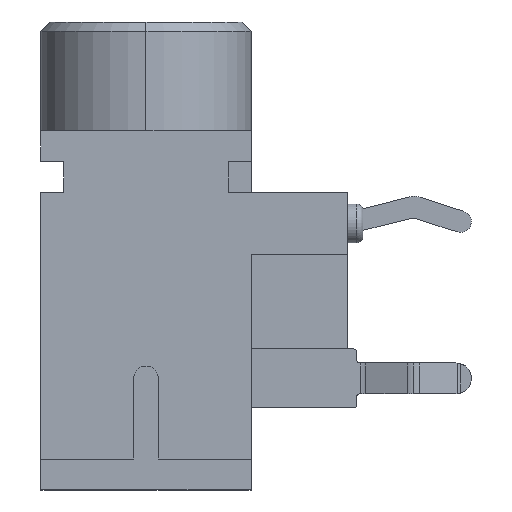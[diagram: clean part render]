
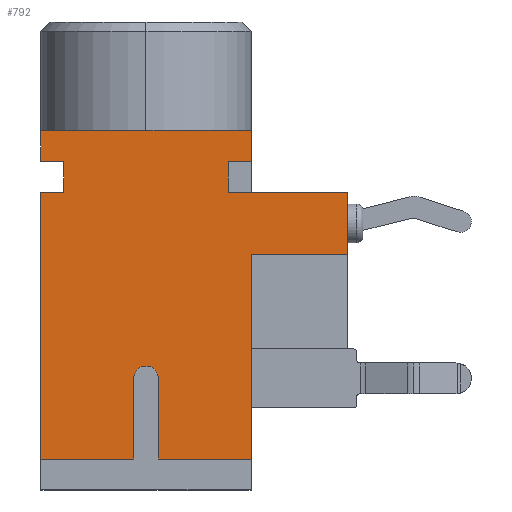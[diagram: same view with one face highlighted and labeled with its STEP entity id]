
A CAD part, left-side view. The second image highlights one B-rep face of the part: STEP entity #792.
In plain terms, the highlighted planar face has unit normal (-1, 0, 0).
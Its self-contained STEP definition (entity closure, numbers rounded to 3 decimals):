
#361 = EDGE_CURVE ( 'NONE', #367, #420, #2942, .T. ) ;
#367 = VERTEX_POINT ( 'NONE', #2929 ) ;
#420 = VERTEX_POINT ( 'NONE', #3054 ) ;
#468 = VERTEX_POINT ( 'NONE', #3182 ) ;
#469 = EDGE_CURVE ( 'NONE', #468, #473, #3181, .T. ) ;
#473 = VERTEX_POINT ( 'NONE', #3211 ) ;
#564 = VERTEX_POINT ( 'NONE', #3312 ) ;
#591 = EDGE_CURVE ( 'NONE', #592, #564, #3393, .T. ) ;
#592 = VERTEX_POINT ( 'NONE', #3389 ) ;
#788 = ORIENTED_EDGE ( 'NONE', *, *, #789, .T. ) ;
#789 = EDGE_CURVE ( 'NONE', #367, #790, #3927, .T. ) ;
#790 = VERTEX_POINT ( 'NONE', #3923 ) ;
#791 = ORIENTED_EDGE ( 'NONE', *, *, #852, .T. ) ;
#792 = ADVANCED_FACE ( 'NONE', ( #3922 ), #3970, .T. ) ;
#793 = EDGE_LOOP ( 'NONE', ( #794, #798, #801, #804, #866, #869, #871, #872, #874, #788, #791, #854, #856, #857, #860, #863, #837, #840 ) ) ;
#794 = ORIENTED_EDGE ( 'NONE', *, *, #795, .F. ) ;
#795 = EDGE_CURVE ( 'NONE', #796, #797, #3965, .T. ) ;
#796 = VERTEX_POINT ( 'NONE', #3961 ) ;
#797 = VERTEX_POINT ( 'NONE', #3960 ) ;
#798 = ORIENTED_EDGE ( 'NONE', *, *, #799, .T. ) ;
#799 = EDGE_CURVE ( 'NONE', #796, #800, #3959, .T. ) ;
#800 = VERTEX_POINT ( 'NONE', #3955 ) ;
#801 = ORIENTED_EDGE ( 'NONE', *, *, #802, .T. ) ;
#802 = EDGE_CURVE ( 'NONE', #800, #803, #3954, .T. ) ;
#803 = VERTEX_POINT ( 'NONE', #3950 ) ;
#804 = ORIENTED_EDGE ( 'NONE', *, *, #805, .T. ) ;
#805 = EDGE_CURVE ( 'NONE', #803, #806, #3949, .T. ) ;
#806 = VERTEX_POINT ( 'NONE', #3944 ) ;
#837 = ORIENTED_EDGE ( 'NONE', *, *, #838, .T. ) ;
#838 = EDGE_CURVE ( 'NONE', #865, #839, #4043, .T. ) ;
#839 = VERTEX_POINT ( 'NONE', #4039 ) ;
#840 = ORIENTED_EDGE ( 'NONE', *, *, #841, .T. ) ;
#841 = EDGE_CURVE ( 'NONE', #839, #797, #4037, .T. ) ;
#852 = EDGE_CURVE ( 'NONE', #790, #853, #4061, .T. ) ;
#853 = VERTEX_POINT ( 'NONE', #4057 ) ;
#854 = ORIENTED_EDGE ( 'NONE', *, *, #855, .T. ) ;
#855 = EDGE_CURVE ( 'NONE', #853, #468, #4110, .T. ) ;
#856 = ORIENTED_EDGE ( 'NONE', *, *, #469, .T. ) ;
#857 = ORIENTED_EDGE ( 'NONE', *, *, #858, .F. ) ;
#858 = EDGE_CURVE ( 'NONE', #859, #473, #4106, .T. ) ;
#859 = VERTEX_POINT ( 'NONE', #4102 ) ;
#860 = ORIENTED_EDGE ( 'NONE', *, *, #861, .F. ) ;
#861 = EDGE_CURVE ( 'NONE', #862, #859, #4101, .T. ) ;
#862 = VERTEX_POINT ( 'NONE', #4097 ) ;
#863 = ORIENTED_EDGE ( 'NONE', *, *, #864, .T. ) ;
#864 = EDGE_CURVE ( 'NONE', #862, #865, #4096, .T. ) ;
#865 = VERTEX_POINT ( 'NONE', #4092 ) ;
#866 = ORIENTED_EDGE ( 'NONE', *, *, #867, .T. ) ;
#867 = EDGE_CURVE ( 'NONE', #806, #868, #4091, .T. ) ;
#868 = VERTEX_POINT ( 'NONE', #4087 ) ;
#869 = ORIENTED_EDGE ( 'NONE', *, *, #870, .T. ) ;
#870 = EDGE_CURVE ( 'NONE', #868, #592, #4086, .T. ) ;
#871 = ORIENTED_EDGE ( 'NONE', *, *, #591, .T. ) ;
#872 = ORIENTED_EDGE ( 'NONE', *, *, #873, .F. ) ;
#873 = EDGE_CURVE ( 'NONE', #420, #564, #4082, .T. ) ;
#874 = ORIENTED_EDGE ( 'NONE', *, *, #361, .F. ) ;
#2929 = CARTESIAN_POINT ( 'NONE',  ( -6., -3.1, -2. ) ) ;
#2939 = DIRECTION ( 'NONE',  ( 0., 0., -1. ) ) ;
#2940 = VECTOR ( 'NONE', #2939, 1000. ) ;
#2941 = CARTESIAN_POINT ( 'NONE',  ( -6., -3.1, -2. ) ) ;
#2942 = LINE ( 'NONE', #2941, #2940 ) ;
#3054 = CARTESIAN_POINT ( 'NONE',  ( -6., -3.1, -4. ) ) ;
#3178 = DIRECTION ( 'NONE',  ( 0., 0., 1. ) ) ;
#3179 = VECTOR ( 'NONE', #3178, 1000. ) ;
#3180 = CARTESIAN_POINT ( 'NONE',  ( -6., 0., -11.6 ) ) ;
#3181 = LINE ( 'NONE', #3180, #3179 ) ;
#3182 = CARTESIAN_POINT ( 'NONE',  ( -6., 0., -1. ) ) ;
#3211 = CARTESIAN_POINT ( 'NONE',  ( -6., 0., 0. ) ) ;
#3312 = CARTESIAN_POINT ( 'NONE',  ( -6., 0., -4. ) ) ;
#3389 = CARTESIAN_POINT ( 'NONE',  ( -6., 0., -10.6 ) ) ;
#3390 = DIRECTION ( 'NONE',  ( 0., 0., 1. ) ) ;
#3391 = VECTOR ( 'NONE', #3390, 1000. ) ;
#3392 = CARTESIAN_POINT ( 'NONE',  ( -6., 0., -11.6 ) ) ;
#3393 = LINE ( 'NONE', #3392, #3391 ) ;
#3922 = FACE_OUTER_BOUND ( 'NONE', #793, .T. ) ;
#3923 = CARTESIAN_POINT ( 'NONE',  ( -6., 0.75, -2. ) ) ;
#3924 = DIRECTION ( 'NONE',  ( 0., 1., 0. ) ) ;
#3925 = VECTOR ( 'NONE', #3924, 1000. ) ;
#3926 = CARTESIAN_POINT ( 'NONE',  ( -6., 0., -2. ) ) ;
#3927 = LINE ( 'NONE', #3926, #3925 ) ;
#3944 = CARTESIAN_POINT ( 'NONE',  ( -6., 3., -8. ) ) ;
#3945 = DIRECTION ( 'NONE',  ( 0., 1., 0. ) ) ;
#3946 = DIRECTION ( 'NONE',  ( 1., 0., 0. ) ) ;
#3947 = CARTESIAN_POINT ( 'NONE',  ( -6., 3.4, -8. ) ) ;
#3948 = AXIS2_PLACEMENT_3D ( 'NONE', #3947, #3946, #3945 ) ;
#3949 = CIRCLE ( 'NONE', #3948, 0.4 ) ;
#3950 = CARTESIAN_POINT ( 'NONE',  ( -6., 3.8, -8. ) ) ;
#3951 = DIRECTION ( 'NONE',  ( 0., 0., 1. ) ) ;
#3952 = VECTOR ( 'NONE', #3951, 1000. ) ;
#3953 = CARTESIAN_POINT ( 'NONE',  ( -6., 3.8, -10.6 ) ) ;
#3954 = LINE ( 'NONE', #3953, #3952 ) ;
#3955 = CARTESIAN_POINT ( 'NONE',  ( -6., 3.8, -10.6 ) ) ;
#3956 = DIRECTION ( 'NONE',  ( 0., -1., 0. ) ) ;
#3957 = VECTOR ( 'NONE', #3956, 1000. ) ;
#3958 = CARTESIAN_POINT ( 'NONE',  ( -6., 6.8, -10.6 ) ) ;
#3959 = LINE ( 'NONE', #3958, #3957 ) ;
#3960 = CARTESIAN_POINT ( 'NONE',  ( -6., 6.8, -2. ) ) ;
#3961 = CARTESIAN_POINT ( 'NONE',  ( -6., 6.8, -10.6 ) ) ;
#3962 = DIRECTION ( 'NONE',  ( 0., 0., 1. ) ) ;
#3963 = VECTOR ( 'NONE', #3962, 1000. ) ;
#3964 = CARTESIAN_POINT ( 'NONE',  ( -6., 6.8, -11.6 ) ) ;
#3965 = LINE ( 'NONE', #3964, #3963 ) ;
#3966 = DIRECTION ( 'NONE',  ( 0., -1., 0. ) ) ;
#3967 = DIRECTION ( 'NONE',  ( -1., 0., 0. ) ) ;
#3968 = CARTESIAN_POINT ( 'NONE',  ( -6., 6.8, -11.6 ) ) ;
#3969 = AXIS2_PLACEMENT_3D ( 'NONE', #3968, #3967, #3966 ) ;
#3970 = PLANE ( 'NONE',  #3969 ) ;
#4034 = DIRECTION ( 'NONE',  ( 0., 1., 0. ) ) ;
#4035 = VECTOR ( 'NONE', #4034, 1000. ) ;
#4036 = CARTESIAN_POINT ( 'NONE',  ( -6., 6.8, -2. ) ) ;
#4037 = LINE ( 'NONE', #4036, #4035 ) ;
#4039 = CARTESIAN_POINT ( 'NONE',  ( -6., 6.05, -2. ) ) ;
#4040 = DIRECTION ( 'NONE',  ( 0., 0., -1. ) ) ;
#4041 = VECTOR ( 'NONE', #4040, 1000. ) ;
#4042 = CARTESIAN_POINT ( 'NONE',  ( -6., 6.05, -1. ) ) ;
#4043 = LINE ( 'NONE', #4042, #4041 ) ;
#4057 = CARTESIAN_POINT ( 'NONE',  ( -6., 0.75, -1. ) ) ;
#4058 = DIRECTION ( 'NONE',  ( 0., 0., 1. ) ) ;
#4059 = VECTOR ( 'NONE', #4058, 1000. ) ;
#4060 = CARTESIAN_POINT ( 'NONE',  ( -6., 0.75, -1. ) ) ;
#4061 = LINE ( 'NONE', #4060, #4059 ) ;
#4082 = LINE ( 'NONE', #4145, #4144 ) ;
#4083 = DIRECTION ( 'NONE',  ( 0., -1., 0. ) ) ;
#4084 = VECTOR ( 'NONE', #4083, 1000. ) ;
#4085 = CARTESIAN_POINT ( 'NONE',  ( -6., 3., -10.6 ) ) ;
#4086 = LINE ( 'NONE', #4085, #4084 ) ;
#4087 = CARTESIAN_POINT ( 'NONE',  ( -6., 3., -10.6 ) ) ;
#4088 = DIRECTION ( 'NONE',  ( 0., 0., -1. ) ) ;
#4089 = VECTOR ( 'NONE', #4088, 1000. ) ;
#4090 = CARTESIAN_POINT ( 'NONE',  ( -6., 3., -8. ) ) ;
#4091 = LINE ( 'NONE', #4090, #4089 ) ;
#4092 = CARTESIAN_POINT ( 'NONE',  ( -6., 6.05, -1. ) ) ;
#4093 = DIRECTION ( 'NONE',  ( 0., -1., 0. ) ) ;
#4094 = VECTOR ( 'NONE', #4093, 1000. ) ;
#4095 = CARTESIAN_POINT ( 'NONE',  ( -6., 6.8, -1. ) ) ;
#4096 = LINE ( 'NONE', #4095, #4094 ) ;
#4097 = CARTESIAN_POINT ( 'NONE',  ( -6., 6.8, -1. ) ) ;
#4098 = DIRECTION ( 'NONE',  ( 0., 0., 1. ) ) ;
#4099 = VECTOR ( 'NONE', #4098, 1000. ) ;
#4100 = CARTESIAN_POINT ( 'NONE',  ( -6., 6.8, -11.6 ) ) ;
#4101 = LINE ( 'NONE', #4100, #4099 ) ;
#4102 = CARTESIAN_POINT ( 'NONE',  ( -6., 6.8, 0. ) ) ;
#4103 = DIRECTION ( 'NONE',  ( 0., -1., 0. ) ) ;
#4104 = VECTOR ( 'NONE', #4103, 1000. ) ;
#4105 = CARTESIAN_POINT ( 'NONE',  ( -6., 6.8, 0. ) ) ;
#4106 = LINE ( 'NONE', #4105, #4104 ) ;
#4107 = DIRECTION ( 'NONE',  ( 0., -1., 0. ) ) ;
#4108 = VECTOR ( 'NONE', #4107, 1000. ) ;
#4109 = CARTESIAN_POINT ( 'NONE',  ( -6., 0., -1. ) ) ;
#4110 = LINE ( 'NONE', #4109, #4108 ) ;
#4143 = DIRECTION ( 'NONE',  ( 0., 1., 0. ) ) ;
#4144 = VECTOR ( 'NONE', #4143, 1000. ) ;
#4145 = CARTESIAN_POINT ( 'NONE',  ( -6., -3.1, -4. ) ) ;
